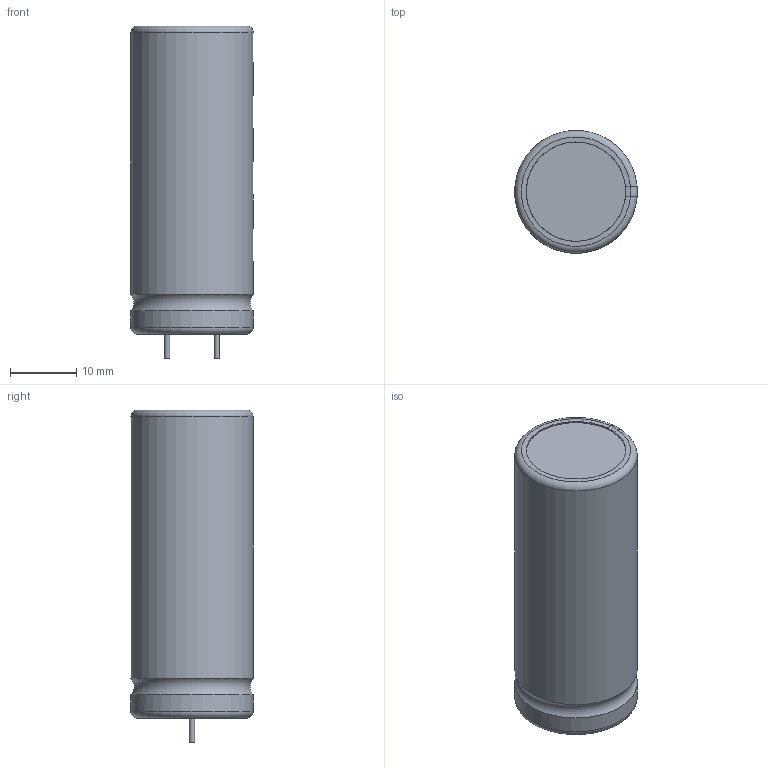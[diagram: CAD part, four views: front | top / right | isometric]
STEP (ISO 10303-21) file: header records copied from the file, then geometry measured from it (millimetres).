
FILE_DESCRIPTION(/* description */ (''),/* implementation_level */ '2;1');
FILE_NAME(/* name */ 'CAPPR750-1850X4650.stp',/* time_stamp */ '2015-03-24T14:56:07+01:00',/* author */ ('admchouv'),/* organization */ (''),/* preprocessor_version */ 'ST-DEVELOPER v15.5',/* originating_system */ 'AutoCAD Mechanical',/* authorisation */ '');
FILE_SCHEMA (('AUTOMOTIVE_DESIGN { 1 0 10303 214 3 1 1 }'));
Length unit declared in the file: millimetre
Products named in the file (1): Product
Bounding box: 18.5 x 18.5 x 50.1 mm (x, y, z)
Volume: 12360 mm3; surface area: 4052.3 mm2
Topology: 10 solids, 10 shells, 82 faces, 166 edges, 105 vertices
Faces by surface type: plane 52, cylinder 25, torus 5
Full cylindrical faces by diameter (mm): 0.8 x2, 15 x3, 18.5 x2
Entity records: 2218 total; most frequent: CARTESIAN_POINT 470, DIRECTION 377, ORIENTED_EDGE 304, EDGE_CURVE 152, AXIS2_PLACEMENT_3D 148, VERTEX_POINT 103, EDGE_LOOP 95, FACE_OUTER_BOUND 82
